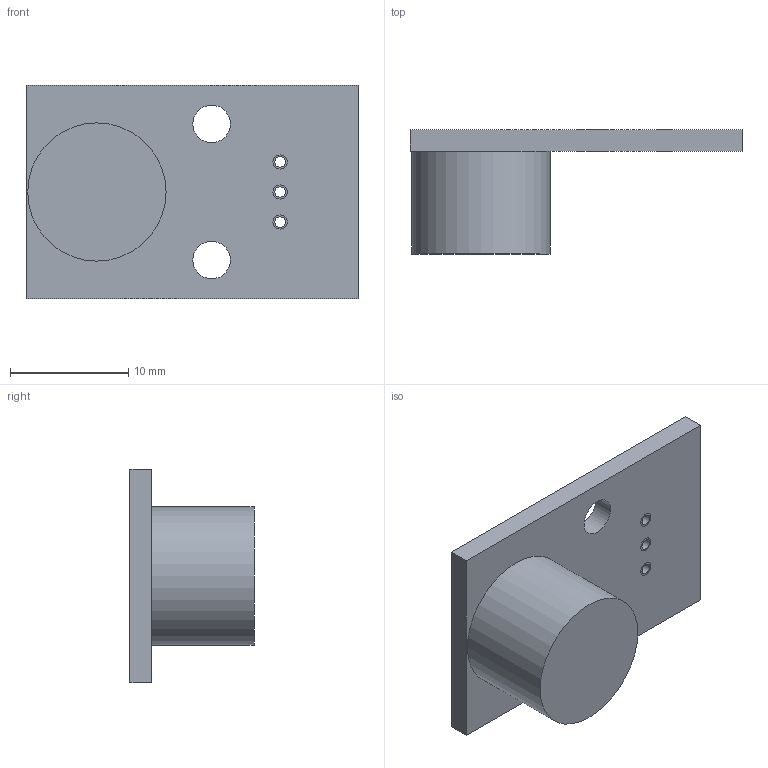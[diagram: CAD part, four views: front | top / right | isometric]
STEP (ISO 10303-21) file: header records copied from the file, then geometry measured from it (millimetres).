
FILE_DESCRIPTION(/* description */ (''),/* implementation_level */ '2;1');
FILE_NAME(/* name */ 'BUZZER v2.step',/* time_stamp */ '2023-01-19T22:17:31+01:00',/* author */ (''),/* organization */ (''),/* preprocessor_version */ 'ST-DEVELOPER v19.2',/* originating_system */ 'Autodesk Translation Framework v11.17.0.187',/* authorisation */ '');
FILE_SCHEMA (('AUTOMOTIVE_DESIGN { 1 0 10303 214 3 1 1 }'));
Length unit declared in the file: millimetre
Products named in the file (1): BUZZER
Bounding box: 28.1 x 10.5 x 18.1 mm (x, y, z)
Volume: 1818.8 mm3; surface area: 1559.7 mm2
Topology: 4 solids, 4 shells, 25 faces, 48 edges, 32 vertices
Faces by surface type: plane 13, cylinder 12
Full cylindrical faces by diameter (mm): 0.9 x3, 1.2 x6, 3.18 x2, 11.7 x1
Entity records: 738 total; most frequent: DIRECTION 124, CARTESIAN_POINT 106, ORIENTED_EDGE 96, AXIS2_PLACEMENT_3D 50, EDGE_CURVE 48, EDGE_LOOP 42, VERTEX_POINT 32, FACE_OUTER_BOUND 25
